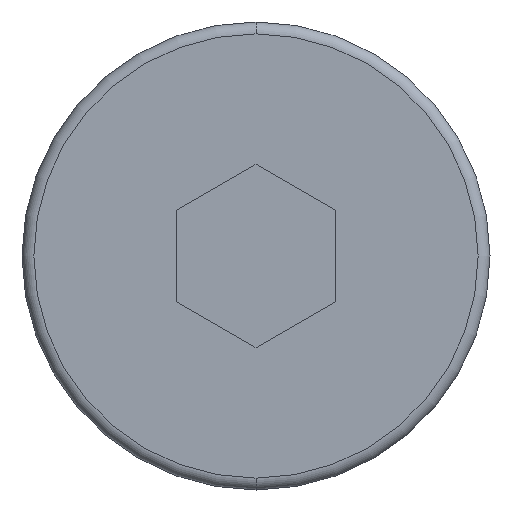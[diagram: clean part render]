
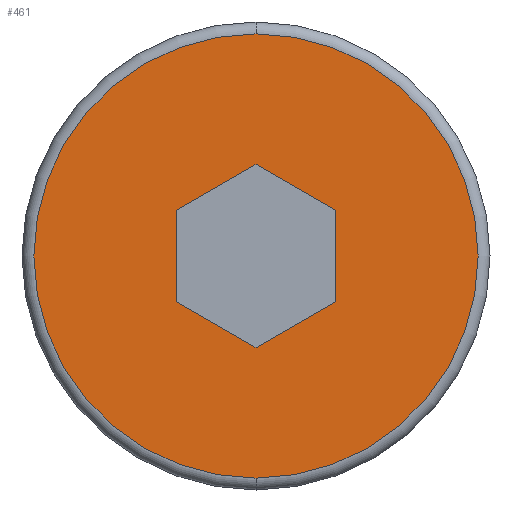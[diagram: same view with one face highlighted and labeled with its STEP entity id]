
A CAD part, left-side view. The second image highlights one B-rep face of the part: STEP entity #461.
In plain terms, the highlighted planar face has unit normal (-1, 0, 0).
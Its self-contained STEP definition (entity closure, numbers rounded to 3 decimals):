
#15 = DIRECTION ( 'NONE',  ( 1., 0., 0. ) ) ;
#22 = EDGE_CURVE ( 'NONE', #193, #544, #127, .T. ) ;
#28 = VERTEX_POINT ( 'NONE', #307 ) ;
#36 = VECTOR ( 'NONE', #403, 1000. ) ;
#42 = VECTOR ( 'NONE', #508, 1000. ) ;
#46 = CARTESIAN_POINT ( 'NONE',  ( 0., 2., -1.155 ) ) ;
#53 = CARTESIAN_POINT ( 'NONE',  ( 0., 0., 0. ) ) ;
#56 = DIRECTION ( 'NONE',  ( 0., 0.866, 0.5 ) ) ;
#64 = VERTEX_POINT ( 'NONE', #366 ) ;
#76 = VERTEX_POINT ( 'NONE', #356 ) ;
#94 = CARTESIAN_POINT ( 'NONE',  ( 0., 0., 0. ) ) ;
#98 = ORIENTED_EDGE ( 'NONE', *, *, #321, .F. ) ;
#106 = VERTEX_POINT ( 'NONE', #192 ) ;
#107 = DIRECTION ( 'NONE',  ( -1., 0., 0. ) ) ;
#110 = EDGE_CURVE ( 'NONE', #402, #64, #462, .T. ) ;
#123 = VECTOR ( 'NONE', #571, 1000. ) ;
#127 = LINE ( 'NONE', #312, #36 ) ;
#129 = EDGE_CURVE ( 'NONE', #28, #106, #447, .T. ) ;
#142 = CARTESIAN_POINT ( 'NONE',  ( 0., -2., -1.155 ) ) ;
#143 = PLANE ( 'NONE',  #582 ) ;
#156 = CARTESIAN_POINT ( 'NONE',  ( 0., 0., 2.309 ) ) ;
#192 = CARTESIAN_POINT ( 'NONE',  ( 0., 0., -2.309 ) ) ;
#193 = VERTEX_POINT ( 'NONE', #142 ) ;
#195 = LINE ( 'NONE', #245, #487 ) ;
#201 = CARTESIAN_POINT ( 'NONE',  ( 0., 0., -2.309 ) ) ;
#232 = AXIS2_PLACEMENT_3D ( 'NONE', #53, #107, #414 ) ;
#245 = CARTESIAN_POINT ( 'NONE',  ( 0., -2., 1.155 ) ) ;
#247 = CARTESIAN_POINT ( 'NONE',  ( 0., 2., 1.155 ) ) ;
#251 = CIRCLE ( 'NONE', #232, 5.6 ) ;
#253 = LINE ( 'NONE', #156, #361 ) ;
#260 = ORIENTED_EDGE ( 'NONE', *, *, #129, .F. ) ;
#267 = VECTOR ( 'NONE', #285, 1000. ) ;
#268 = AXIS2_PLACEMENT_3D ( 'NONE', #330, #554, #553 ) ;
#285 = DIRECTION ( 'NONE',  ( 0., -0.866, 0.5 ) ) ;
#307 = CARTESIAN_POINT ( 'NONE',  ( 0., 2., -1.155 ) ) ;
#312 = CARTESIAN_POINT ( 'NONE',  ( 0., -2., -1.155 ) ) ;
#321 = EDGE_CURVE ( 'NONE', #76, #488, #253, .T. ) ;
#329 = FACE_OUTER_BOUND ( 'NONE', #388, .T. ) ;
#330 = CARTESIAN_POINT ( 'NONE',  ( 0., 0., 0. ) ) ;
#339 = DIRECTION ( 'NONE',  ( 0., 0.866, -0.5 ) ) ;
#340 = ORIENTED_EDGE ( 'NONE', *, *, #549, .F. ) ;
#354 = EDGE_CURVE ( 'NONE', #544, #76, #195, .T. ) ;
#356 = CARTESIAN_POINT ( 'NONE',  ( 0., 0., 2.309 ) ) ;
#361 = VECTOR ( 'NONE', #339, 1000. ) ;
#366 = CARTESIAN_POINT ( 'NONE',  ( 0., 0., 5.6 ) ) ;
#370 = ORIENTED_EDGE ( 'NONE', *, *, #442, .T. ) ;
#373 = ORIENTED_EDGE ( 'NONE', *, *, #478, .F. ) ;
#388 = EDGE_LOOP ( 'NONE', ( #574, #370 ) ) ;
#392 = CARTESIAN_POINT ( 'NONE',  ( 0., 2., 1.155 ) ) ;
#402 = VERTEX_POINT ( 'NONE', #434 ) ;
#403 = DIRECTION ( 'NONE',  ( 0., 0., 1. ) ) ;
#409 = EDGE_LOOP ( 'NONE', ( #340, #98, #476, #494, #373, #260 ) ) ;
#412 = CARTESIAN_POINT ( 'NONE',  ( 0., -2., 1.155 ) ) ;
#414 = DIRECTION ( 'NONE',  ( 0., 0., -1. ) ) ;
#434 = CARTESIAN_POINT ( 'NONE',  ( 0., 0., -5.6 ) ) ;
#442 = EDGE_CURVE ( 'NONE', #64, #402, #251, .T. ) ;
#447 = LINE ( 'NONE', #46, #42 ) ;
#458 = FACE_BOUND ( 'NONE', #409, .T. ) ;
#461 = ADVANCED_FACE ( 'NONE', ( #329, #458 ), #143, .F. ) ;
#462 = CIRCLE ( 'NONE', #268, 5.6 ) ;
#476 = ORIENTED_EDGE ( 'NONE', *, *, #354, .F. ) ;
#478 = EDGE_CURVE ( 'NONE', #106, #193, #558, .T. ) ;
#485 = LINE ( 'NONE', #392, #123 ) ;
#487 = VECTOR ( 'NONE', #56, 1000. ) ;
#488 = VERTEX_POINT ( 'NONE', #247 ) ;
#494 = ORIENTED_EDGE ( 'NONE', *, *, #22, .F. ) ;
#507 = DIRECTION ( 'NONE',  ( 0., 0., -1. ) ) ;
#508 = DIRECTION ( 'NONE',  ( 0., -0.866, -0.5 ) ) ;
#544 = VERTEX_POINT ( 'NONE', #412 ) ;
#549 = EDGE_CURVE ( 'NONE', #488, #28, #485, .T. ) ;
#553 = DIRECTION ( 'NONE',  ( 0., 0., -1. ) ) ;
#554 = DIRECTION ( 'NONE',  ( -1., 0., 0. ) ) ;
#558 = LINE ( 'NONE', #201, #267 ) ;
#571 = DIRECTION ( 'NONE',  ( 0., 0., -1. ) ) ;
#574 = ORIENTED_EDGE ( 'NONE', *, *, #110, .T. ) ;
#582 = AXIS2_PLACEMENT_3D ( 'NONE', #94, #15, #507 ) ;
